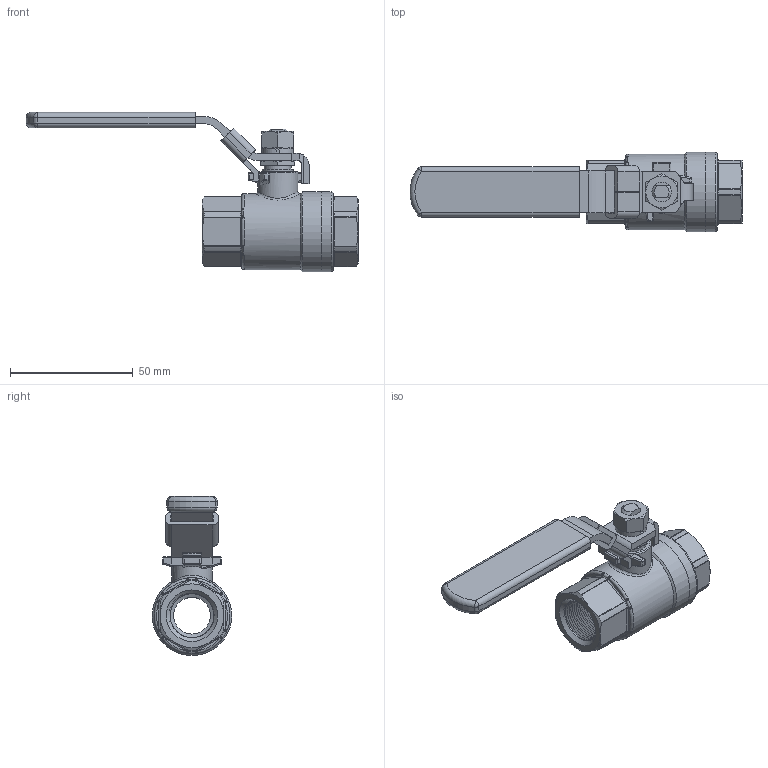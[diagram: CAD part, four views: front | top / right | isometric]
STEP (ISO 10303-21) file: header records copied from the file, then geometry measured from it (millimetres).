
FILE_DESCRIPTION(('STEP AP203'),'1');
FILE_NAME('1-2.stp','2017-09-01T07:54:41',(' '),(' '),'Spatial InterOp 3D',' ',' ');
FILE_SCHEMA(('CONFIG_CONTROL_DESIGN'));
Length unit declared in the file: millimetre
Products named in the file (16): 阀体; 阀盖; 球; 手柄; 小片; 中口; 格兰; 手柄套; 螺母 ： 标准 - M8.0 x 6.8; 阀杆; 大片; 阀座; 弹簧垫圈; 锁块
Assembly tree (15 placements, depth 2):
  (unnamed)
    阀体
    阀盖
    球
    手柄
    小片
    中口
    格兰
    手柄套
    螺母 ： 标准 - M8.0 x 6.8
    阀杆
    大片
    阀座
    阀座
    弹簧垫圈
    锁块
Bounding box: 135.45 x 32.5 x 64.9 mm (x, y, z)
Volume: 45191.9 mm3; surface area: 37184.9 mm2
Topology: 15 solids, 15 shells, 527 faces, 1217 edges, 716 vertices
Faces by surface type: plane 160, cylinder 146, bspline 95, torus 57, cone 50, sphere 19
Full cylindrical faces by diameter (mm): 3 x1, 8 x3, 8.2 x1, 8.5 x2, 8.68 x1, 10 x2, 11 x2, 11.3 x2, 12.7 x1, 12.88 x1, 15 x5, 16.5 x1, 23 x4, 26.5 x1, 28 x1, 28.1 x1, 28.5 x1, 30.5 x2, 31 x1, 32.5 x2
Entity records: 20818 total; most frequent: CARTESIAN_POINT 9090, ORIENTED_EDGE 2242, DIRECTION 2171, EDGE_CURVE 1121, AXIS2_PLACEMENT_3D 879, VERTEX_POINT 698, EDGE_LOOP 627, FACE_OUTER_BOUND 568
